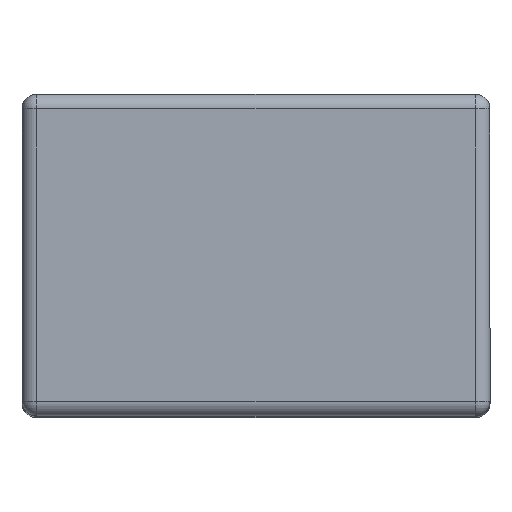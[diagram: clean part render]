
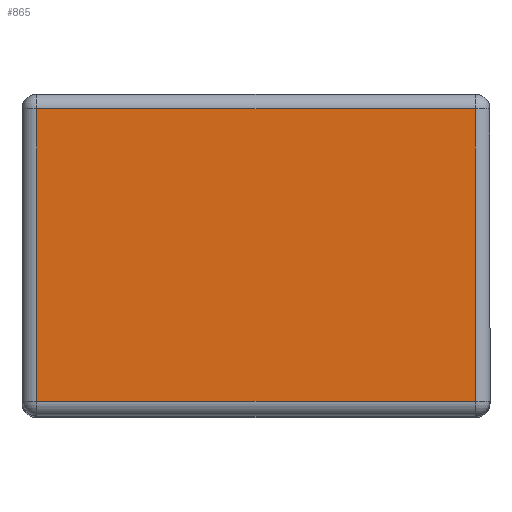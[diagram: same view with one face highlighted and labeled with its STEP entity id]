
A CAD part, top view. The second image highlights one B-rep face of the part: STEP entity #865.
In plain terms, the highlighted planar face has unit normal (0, 0, 1).
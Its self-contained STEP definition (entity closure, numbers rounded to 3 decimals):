
#4 = VERTEX_POINT ( 'NONE', #1145 ) ;
#12 = DIRECTION ( 'NONE',  ( 1., 0., 0. ) ) ;
#17 = ORIENTED_EDGE ( 'NONE', *, *, #1213, .T. ) ;
#32 = VERTEX_POINT ( 'NONE', #1155 ) ;
#50 = EDGE_CURVE ( 'NONE', #32, #4, #86, .T. ) ;
#67 = CARTESIAN_POINT ( 'NONE',  ( 0.05, 0., 3.2 ) ) ;
#73 = DIRECTION ( 'NONE',  ( 0., -1., 0. ) ) ;
#86 = LINE ( 'NONE', #67, #1231 ) ;
#127 = VECTOR ( 'NONE', #253, 1000. ) ;
#138 = FACE_OUTER_BOUND ( 'NONE', #525, .T. ) ;
#167 = CARTESIAN_POINT ( 'NONE',  ( 0., 1.05, 3.2 ) ) ;
#224 = ORIENTED_EDGE ( 'NONE', *, *, #569, .T. ) ;
#231 = DIRECTION ( 'NONE',  ( 0., 0., 1. ) ) ;
#239 = LINE ( 'NONE', #948, #868 ) ;
#242 = LINE ( 'NONE', #704, #127 ) ;
#253 = DIRECTION ( 'NONE',  ( 1., 0., 0. ) ) ;
#274 = AXIS2_PLACEMENT_3D ( 'NONE', #1410, #231, #12 ) ;
#333 = VECTOR ( 'NONE', #513, 1000. ) ;
#430 = CARTESIAN_POINT ( 'NONE',  ( 1.55, 0.05, 3.2 ) ) ;
#475 = ORIENTED_EDGE ( 'NONE', *, *, #50, .T. ) ;
#485 = DIRECTION ( 'NONE',  ( 0., 1., 0. ) ) ;
#496 = EDGE_CURVE ( 'NONE', #4, #1176, #242, .T. ) ;
#513 = DIRECTION ( 'NONE',  ( -1., 0., 0. ) ) ;
#525 = EDGE_LOOP ( 'NONE', ( #224, #475, #971, #17 ) ) ;
#569 = EDGE_CURVE ( 'NONE', #1039, #32, #743, .T. ) ;
#640 = PLANE ( 'NONE',  #274 ) ;
#704 = CARTESIAN_POINT ( 'NONE',  ( 1.6, 0.05, 3.2 ) ) ;
#743 = LINE ( 'NONE', #167, #333 ) ;
#774 = CARTESIAN_POINT ( 'NONE',  ( 1.55, 1.05, 3.2 ) ) ;
#865 = ADVANCED_FACE ( 'NONE', ( #138 ), #640, .T. ) ;
#868 = VECTOR ( 'NONE', #485, 1000. ) ;
#948 = CARTESIAN_POINT ( 'NONE',  ( 1.55, 1.1, 3.2 ) ) ;
#971 = ORIENTED_EDGE ( 'NONE', *, *, #496, .T. ) ;
#1039 = VERTEX_POINT ( 'NONE', #774 ) ;
#1145 = CARTESIAN_POINT ( 'NONE',  ( 0.05, 0.05, 3.2 ) ) ;
#1155 = CARTESIAN_POINT ( 'NONE',  ( 0.05, 1.05, 3.2 ) ) ;
#1176 = VERTEX_POINT ( 'NONE', #430 ) ;
#1213 = EDGE_CURVE ( 'NONE', #1176, #1039, #239, .T. ) ;
#1231 = VECTOR ( 'NONE', #73, 1000. ) ;
#1410 = CARTESIAN_POINT ( 'NONE',  ( 0., 0., 3.2 ) ) ;
